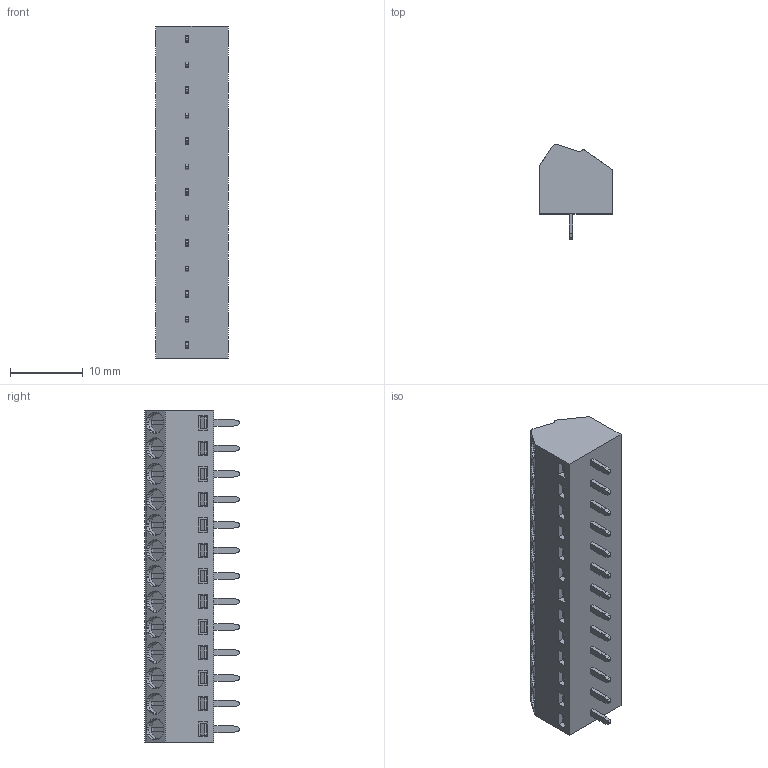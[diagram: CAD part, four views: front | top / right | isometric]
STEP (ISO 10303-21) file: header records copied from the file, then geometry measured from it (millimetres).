
FILE_DESCRIPTION((''),'2;1');
FILE_NAME('PRT0001','2024-12-06T',('sj'),(''),'PRO/ENGINEER BY PARAMETRIC TECHNOLOGY CORPORATION, 2013240','PRO/ENGINEER BY PARAMETRIC TECHNOLOGY CORPORATION, 2013240','');
FILE_SCHEMA(('AUTOMOTIVE_DESIGN_CC2 { 1 2 10303 214 -1 1 5 2 }'));
Length unit declared in the file: millimetre
Products named in the file (1): PRT0001
Bounding box: 10 x 13 x 45.5 mm (x, y, z)
Volume: 3482.2 mm3; surface area: 2325 mm2
Topology: 1 solids, 1 shells, 752 faces, 1847 edges, 1188 vertices
Faces by surface type: plane 607, cylinder 119, cone 26
Entity records: 21823 total; most frequent: CARTESIAN_POINT 3841, ORIENTED_EDGE 3694, DIRECTION 3615, EDGE_CURVE 1847, VECTOR 1531, LINE 1531, VERTEX_POINT 1188, AXIS2_PLACEMENT_3D 1042
